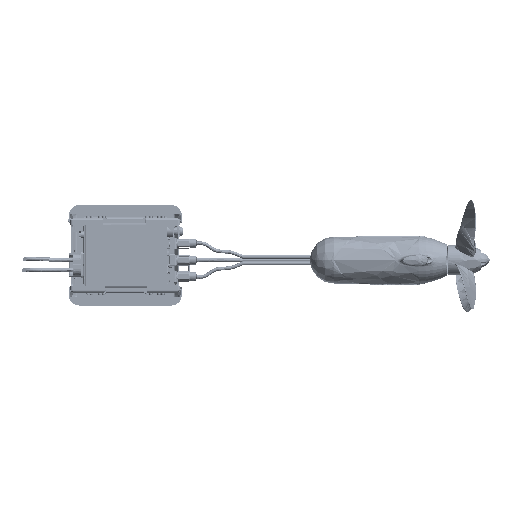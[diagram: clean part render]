
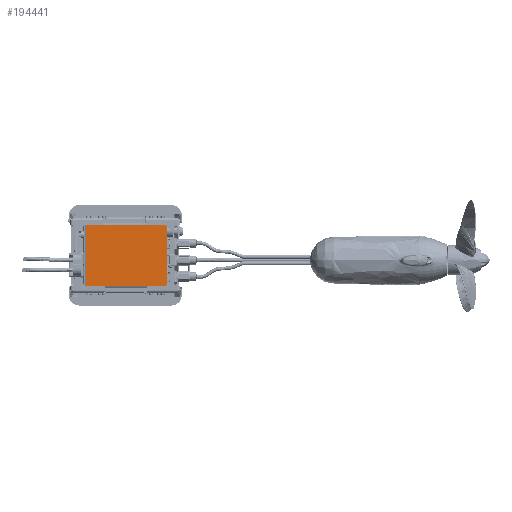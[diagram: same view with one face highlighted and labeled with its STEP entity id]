
A CAD part, front view. The second image highlights one B-rep face of the part: STEP entity #194441.
In plain terms, the highlighted planar face has unit normal (0, -1, 0).
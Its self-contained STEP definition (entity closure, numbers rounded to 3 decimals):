
#6235 = VECTOR ( 'NONE', #40236, 1000. ) ;
#15904 = DIRECTION ( 'NONE',  ( 0., 0., -1. ) ) ;
#22844 = FACE_OUTER_BOUND ( 'NONE', #267038, .T. ) ;
#34081 = ORIENTED_EDGE ( 'NONE', *, *, #233789, .T. ) ;
#40236 = DIRECTION ( 'NONE',  ( 0., 0., -1. ) ) ;
#46905 = DIRECTION ( 'NONE',  ( 1., 0., 0. ) ) ;
#67509 = DIRECTION ( 'NONE',  ( 0., 0., 1. ) ) ;
#72394 = CARTESIAN_POINT ( 'NONE',  ( -561.402, 482.088, 759.394 ) ) ;
#74942 = VECTOR ( 'NONE', #264762, 1000. ) ;
#94223 = ORIENTED_EDGE ( 'NONE', *, *, #278002, .T. ) ;
#102726 = AXIS2_PLACEMENT_3D ( 'NONE', #120120, #287515, #67509 ) ;
#102812 = VERTEX_POINT ( 'NONE', #242769 ) ;
#120120 = CARTESIAN_POINT ( 'NONE',  ( -359.972, 482.088, 915.394 ) ) ;
#132808 = CARTESIAN_POINT ( 'NONE',  ( -359.972, 482.088, 915.394 ) ) ;
#146715 = CARTESIAN_POINT ( 'NONE',  ( -359.972, 482.088, 912.394 ) ) ;
#153741 = EDGE_CURVE ( 'NONE', #158000, #216373, #265342, .T. ) ;
#158000 = VERTEX_POINT ( 'NONE', #285451 ) ;
#167459 = LINE ( 'NONE', #146715, #74942 ) ;
#176159 = CARTESIAN_POINT ( 'NONE',  ( -359.972, 482.088, 759.394 ) ) ;
#179322 = EDGE_CURVE ( 'NONE', #263257, #216373, #209247, .T. ) ;
#184837 = CARTESIAN_POINT ( 'NONE',  ( -560.609, 482.088, 913.187 ) ) ;
#194441 = ADVANCED_FACE ( 'NONE', ( #22844 ), #217249, .T. ) ;
#203855 = VECTOR ( 'NONE', #46905, 1000. ) ;
#209247 = LINE ( 'NONE', #132808, #6235 ) ;
#216373 = VERTEX_POINT ( 'NONE', #176159 ) ;
#217249 = PLANE ( 'NONE',  #102726 ) ;
#230598 = VECTOR ( 'NONE', #15904, 1000. ) ;
#233789 = EDGE_CURVE ( 'NONE', #102812, #158000, #285280, .T. ) ;
#242769 = CARTESIAN_POINT ( 'NONE',  ( -560.609, 482.088, 912.394 ) ) ;
#263130 = ORIENTED_EDGE ( 'NONE', *, *, #153741, .T. ) ;
#263257 = VERTEX_POINT ( 'NONE', #305073 ) ;
#264762 = DIRECTION ( 'NONE',  ( -1., 0., 0. ) ) ;
#265342 = LINE ( 'NONE', #72394, #203855 ) ;
#267038 = EDGE_LOOP ( 'NONE', ( #94223, #34081, #263130, #296376 ) ) ;
#278002 = EDGE_CURVE ( 'NONE', #263257, #102812, #167459, .T. ) ;
#285280 = LINE ( 'NONE', #184837, #230598 ) ;
#285451 = CARTESIAN_POINT ( 'NONE',  ( -560.609, 482.088, 759.394 ) ) ;
#287515 = DIRECTION ( 'NONE',  ( 0., -1., 0. ) ) ;
#296376 = ORIENTED_EDGE ( 'NONE', *, *, #179322, .F. ) ;
#305073 = CARTESIAN_POINT ( 'NONE',  ( -359.972, 482.088, 912.394 ) ) ;
